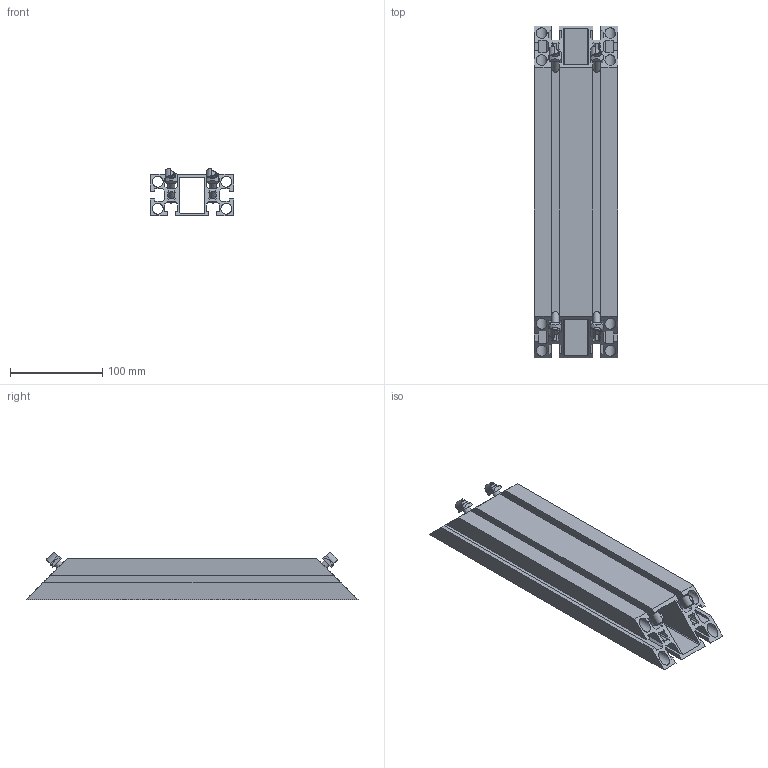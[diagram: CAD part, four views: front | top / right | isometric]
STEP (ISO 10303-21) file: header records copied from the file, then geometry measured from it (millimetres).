
FILE_DESCRIPTION((''),'2;1');
FILE_NAME('ANDY''21.1762 STRENGHTENING ELEMENT 90.stp','2010-06-24T10:33:45',('Administrator'),(''),'Autodesk Inventor 2009','Autodesk Inventor 2009','');
FILE_SCHEMA(('AUTOMOTIVE_DESIGN { 1 0 10303 214 1 1 1 1 }'));
Length unit declared in the file: millimetre
Products named in the file (4): 21.1762 STRENGHTENING ELEMENT 90; 21.1762 STRENGTHENING ELEMENT 90; 21.1208  M8 x 35; 21.1351_2 M8 SQUARE NUT POS FXG
Assembly tree (9 placements, depth 2):
  21.1762 STRENGHTENING ELEMENT 90
    21.1762 STRENGTHENING ELEMENT 90
    21.1208  M8 x 35  x4
    21.1351_2 M8 SQUARE NUT POS FXG  x4
Bounding box: 90 x 360 x 51.91 mm (x, y, z)
Volume: 440739.2 mm3; surface area: 281800.7 mm2
Topology: 9 solids, 9 shells, 362 faces, 1036 edges, 684 vertices
Faces by surface type: plane 234, cylinder 90, bspline 22, cone 12, torus 4
Full cylindrical faces by diameter (mm): 8 x8, 8.5 x2, 11.7 x4, 13 x6
Entity records: 9626 total; most frequent: CARTESIAN_POINT 2610, ORIENTED_EDGE 1494, DIRECTION 1384, EDGE_CURVE 747, VERTEX_POINT 505, VECTOR 484, LINE 484, AXIS2_PLACEMENT_3D 450
